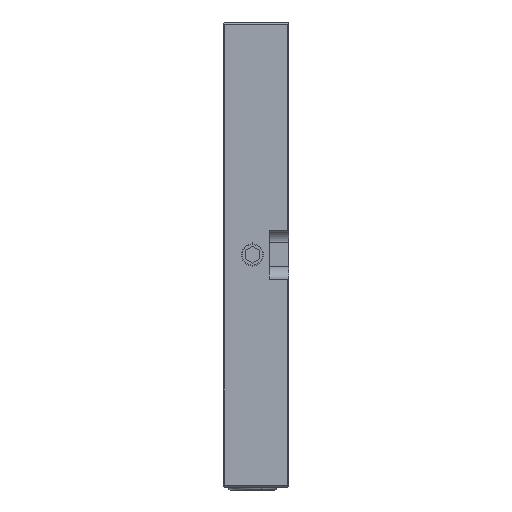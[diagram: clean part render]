
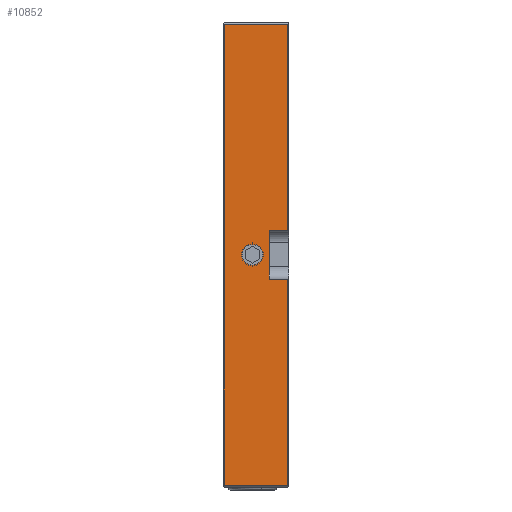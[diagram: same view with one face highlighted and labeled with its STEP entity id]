
A CAD part, left-side view. The second image highlights one B-rep face of the part: STEP entity #10852.
In plain terms, the highlighted planar face has unit normal (-1, 0, 0).
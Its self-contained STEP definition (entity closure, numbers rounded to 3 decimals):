
#8 = LINE ( 'NONE', #4798, #14471 ) ;
#356 = VERTEX_POINT ( 'NONE', #13303 ) ;
#452 = EDGE_CURVE ( 'NONE', #7082, #1689, #12503, .T. ) ;
#814 = CARTESIAN_POINT ( 'NONE',  ( -96., 8., 10. ) ) ;
#1139 = CARTESIAN_POINT ( 'NONE',  ( -96., 15., 0. ) ) ;
#1496 = CARTESIAN_POINT ( 'NONE',  ( -96., 27., -95. ) ) ;
#1689 = VERTEX_POINT ( 'NONE', #13218 ) ;
#1730 = CARTESIAN_POINT ( 'NONE',  ( -96., 8., 10. ) ) ;
#1903 = VERTEX_POINT ( 'NONE', #13892 ) ;
#1970 = CIRCLE ( 'NONE', #2219, 4.25 ) ;
#2016 = EDGE_CURVE ( 'NONE', #10066, #7639, #1970, .T. ) ;
#2219 = AXIS2_PLACEMENT_3D ( 'NONE', #1139, #5917, #10743 ) ;
#2317 = EDGE_CURVE ( 'NONE', #1689, #356, #5832, .T. ) ;
#2319 = CARTESIAN_POINT ( 'NONE',  ( -96., 0.5, -96. ) ) ;
#2368 = VERTEX_POINT ( 'NONE', #5058 ) ;
#3261 = ORIENTED_EDGE ( 'NONE', *, *, #2317, .T. ) ;
#3550 = EDGE_CURVE ( 'NONE', #7082, #11210, #5289, .T. ) ;
#3835 = EDGE_CURVE ( 'NONE', #356, #4588, #8, .T. ) ;
#3895 = VECTOR ( 'NONE', #6272, 1000. ) ;
#3987 = VECTOR ( 'NONE', #14477, 1000. ) ;
#4453 = CARTESIAN_POINT ( 'NONE',  ( -96., 15., 0. ) ) ;
#4499 = LINE ( 'NONE', #9291, #10012 ) ;
#4535 = ORIENTED_EDGE ( 'NONE', *, *, #12683, .F. ) ;
#4588 = VERTEX_POINT ( 'NONE', #7194 ) ;
#4603 = CARTESIAN_POINT ( 'NONE',  ( -96., 27., -96. ) ) ;
#4608 = ORIENTED_EDGE ( 'NONE', *, *, #12010, .T. ) ;
#4681 = ORIENTED_EDGE ( 'NONE', *, *, #2016, .F. ) ;
#4798 = CARTESIAN_POINT ( 'NONE',  ( -96., 27., 95. ) ) ;
#4813 = CARTESIAN_POINT ( 'NONE',  ( -96., 15., -4.25 ) ) ;
#4864 = LINE ( 'NONE', #9663, #3987 ) ;
#5058 = CARTESIAN_POINT ( 'NONE',  ( -96., 26.5, -95. ) ) ;
#5289 = LINE ( 'NONE', #10090, #7669 ) ;
#5710 = ORIENTED_EDGE ( 'NONE', *, *, #10662, .T. ) ;
#5781 = FACE_BOUND ( 'NONE', #10928, .T. ) ;
#5832 = LINE ( 'NONE', #10648, #6951 ) ;
#5917 = DIRECTION ( 'NONE',  ( -1., 0., 0. ) ) ;
#6119 = CARTESIAN_POINT ( 'NONE',  ( -96., 0.5, -10. ) ) ;
#6272 = DIRECTION ( 'NONE',  ( 0., -1., 0. ) ) ;
#6502 = DIRECTION ( 'NONE',  ( 0., -1., 0. ) ) ;
#6710 = VECTOR ( 'NONE', #6502, 1000. ) ;
#6921 = ORIENTED_EDGE ( 'NONE', *, *, #3835, .T. ) ;
#6951 = VECTOR ( 'NONE', #15450, 1000. ) ;
#7009 = ORIENTED_EDGE ( 'NONE', *, *, #11246, .T. ) ;
#7082 = VERTEX_POINT ( 'NONE', #814 ) ;
#7086 = DIRECTION ( 'NONE',  ( 0., 0., 1. ) ) ;
#7194 = CARTESIAN_POINT ( 'NONE',  ( -96., 26.5, 95. ) ) ;
#7639 = VERTEX_POINT ( 'NONE', #12369 ) ;
#7669 = VECTOR ( 'NONE', #14892, 1000. ) ;
#8118 = ORIENTED_EDGE ( 'NONE', *, *, #452, .T. ) ;
#9249 = DIRECTION ( 'NONE',  ( -1., 0., 0. ) ) ;
#9291 = CARTESIAN_POINT ( 'NONE',  ( -96., 8., -10. ) ) ;
#9392 = DIRECTION ( 'NONE',  ( 1., 0., 0. ) ) ;
#9471 = AXIS2_PLACEMENT_3D ( 'NONE', #4603, #9392, #14212 ) ;
#9590 = VERTEX_POINT ( 'NONE', #6119 ) ;
#9598 = DIRECTION ( 'NONE',  ( 0., 1., 0. ) ) ;
#9663 = CARTESIAN_POINT ( 'NONE',  ( -96., 26.5, -96. ) ) ;
#10012 = VECTOR ( 'NONE', #14106, 1000. ) ;
#10066 = VERTEX_POINT ( 'NONE', #4813 ) ;
#10090 = CARTESIAN_POINT ( 'NONE',  ( -96., 8., 10. ) ) ;
#10589 = FACE_OUTER_BOUND ( 'NONE', #11707, .T. ) ;
#10648 = CARTESIAN_POINT ( 'NONE',  ( -96., 0.5, -96. ) ) ;
#10662 = EDGE_CURVE ( 'NONE', #2368, #1903, #12276, .T. ) ;
#10743 = DIRECTION ( 'NONE',  ( 0., 0., 1. ) ) ;
#10852 = ADVANCED_FACE ( 'NONE', ( #5781, #10589 ), #15400, .F. ) ;
#10928 = EDGE_LOOP ( 'NONE', ( #4535, #4681 ) ) ;
#11210 = VERTEX_POINT ( 'NONE', #12218 ) ;
#11246 = EDGE_CURVE ( 'NONE', #4588, #2368, #4864, .T. ) ;
#11707 = EDGE_LOOP ( 'NONE', ( #8118, #3261, #6921, #7009, #5710, #4608, #11719, #15173 ) ) ;
#11719 = ORIENTED_EDGE ( 'NONE', *, *, #12886, .F. ) ;
#11793 = VECTOR ( 'NONE', #7086, 1000. ) ;
#12010 = EDGE_CURVE ( 'NONE', #1903, #9590, #13096, .T. ) ;
#12218 = CARTESIAN_POINT ( 'NONE',  ( -96., 8., -10. ) ) ;
#12276 = LINE ( 'NONE', #1496, #3895 ) ;
#12369 = CARTESIAN_POINT ( 'NONE',  ( -96., 15., 4.25 ) ) ;
#12503 = LINE ( 'NONE', #1730, #6710 ) ;
#12683 = EDGE_CURVE ( 'NONE', #7639, #10066, #14818, .T. ) ;
#12886 = EDGE_CURVE ( 'NONE', #11210, #9590, #4499, .T. ) ;
#13060 = AXIS2_PLACEMENT_3D ( 'NONE', #4453, #9249, #14068 ) ;
#13096 = LINE ( 'NONE', #2319, #11793 ) ;
#13218 = CARTESIAN_POINT ( 'NONE',  ( -96., 0.5, 10. ) ) ;
#13303 = CARTESIAN_POINT ( 'NONE',  ( -96., 0.5, 95. ) ) ;
#13892 = CARTESIAN_POINT ( 'NONE',  ( -96., 0.5, -95. ) ) ;
#14068 = DIRECTION ( 'NONE',  ( 0., 0., 1. ) ) ;
#14106 = DIRECTION ( 'NONE',  ( 0., -1., 0. ) ) ;
#14212 = DIRECTION ( 'NONE',  ( 0., 0., -1. ) ) ;
#14471 = VECTOR ( 'NONE', #9598, 1000. ) ;
#14477 = DIRECTION ( 'NONE',  ( 0., 0., -1. ) ) ;
#14818 = CIRCLE ( 'NONE', #13060, 4.25 ) ;
#14892 = DIRECTION ( 'NONE',  ( 0., 0., -1. ) ) ;
#15173 = ORIENTED_EDGE ( 'NONE', *, *, #3550, .F. ) ;
#15400 = PLANE ( 'NONE',  #9471 ) ;
#15450 = DIRECTION ( 'NONE',  ( 0., 0., 1. ) ) ;
